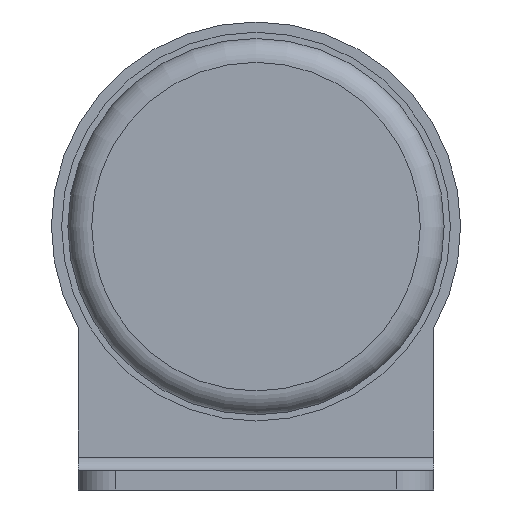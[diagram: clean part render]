
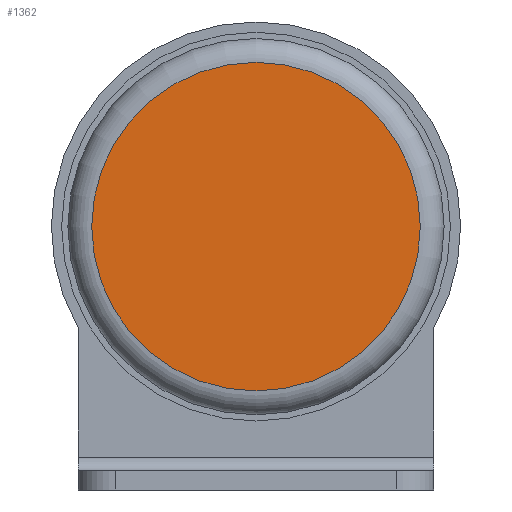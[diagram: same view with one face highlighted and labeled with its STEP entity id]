
A CAD part, left-side view. The second image highlights one B-rep face of the part: STEP entity #1362.
In plain terms, the highlighted planar face has unit normal (-1, 0, 0).
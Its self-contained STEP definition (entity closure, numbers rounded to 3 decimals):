
#31=PLANE('',#1450);
#259=ORIENTED_EDGE('',*,*,#461,.T.);
#461=EDGE_CURVE('',#589,#589,#677,.T.);
#589=VERTEX_POINT('',#1844);
#677=CIRCLE('',#1410,4.756);
#773=EDGE_LOOP('',(#259));
#857=FACE_BOUND('',#773,.T.);
#1362=ADVANCED_FACE('',(#857),#31,.T.);
#1410=AXIS2_PLACEMENT_3D('',#1843,#1539,#1540);
#1450=AXIS2_PLACEMENT_3D('',#1922,#1631,#1632);
#1539=DIRECTION('',(-1.,0.,0.));
#1540=DIRECTION('',(0.,0.,1.));
#1631=DIRECTION('',(-1.,0.,0.));
#1632=DIRECTION('',(0.,0.,1.));
#1843=CARTESIAN_POINT('',(-19.6,0.,0.));
#1844=CARTESIAN_POINT('',(-19.6,0.,4.756));
#1922=CARTESIAN_POINT('',(-19.6,0.,0.));
